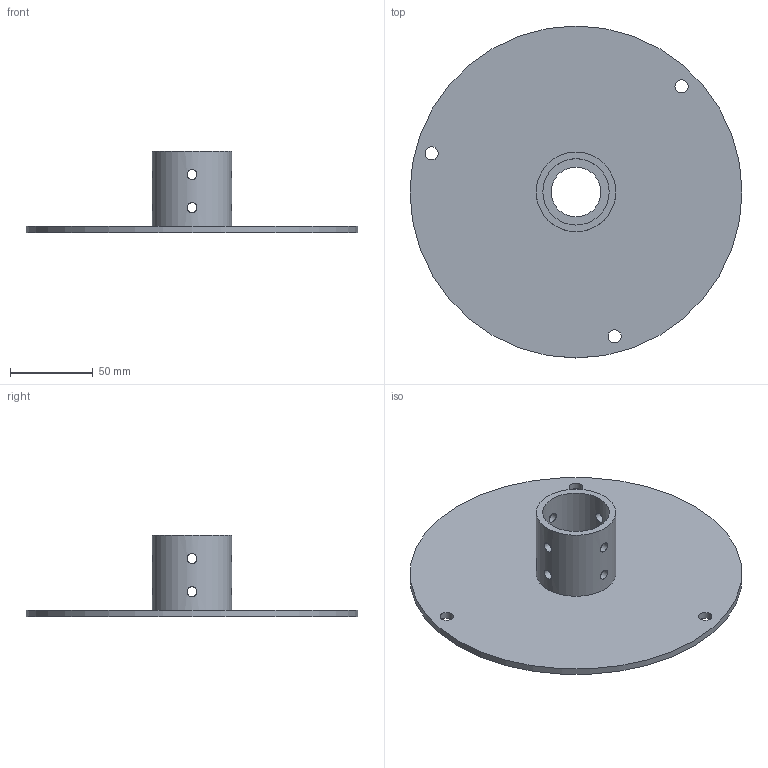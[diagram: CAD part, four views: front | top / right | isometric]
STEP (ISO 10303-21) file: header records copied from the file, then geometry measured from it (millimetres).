
FILE_DESCRIPTION(('FreeCAD Model'),'2;1');
FILE_NAME('table1.step','2014-01-12T16:55:54', ('FreeCAD'),('FreeCAD'),'Open CASCADE STEP processor 6.5','FreeCAD', 'Unknown');
FILE_SCHEMA(('AUTOMOTIVE_DESIGN_CC2 { 1 2 10303 214 -1 1 5 4 }'));
Length unit declared in the file: millimetre
Products named in the file (1): Pocket001
Bounding box: 200 x 200 x 49 mm (x, y, z)
Volume: 146213.3 mm3; surface area: 76908 mm2
Topology: 1 solids, 1 shells, 19 faces, 57 edges, 38 vertices
Faces by surface type: cylinder 11, plane 4, bspline 4
Full cylindrical faces by diameter (mm): 6 x4, 8 x3, 30 x1, 40 x1, 48 x1, 200 x1
Entity records: 8315 total; most frequent: CARTESIAN_POINT 7309, DIRECTION 121, ORIENTED_EDGE 114, PCURVE 114, DEFINITIONAL_REPRESENTATION 114, B_SPLINE_CURVE_WITH_KNOTS 84, LINE 59, VECTOR 59
